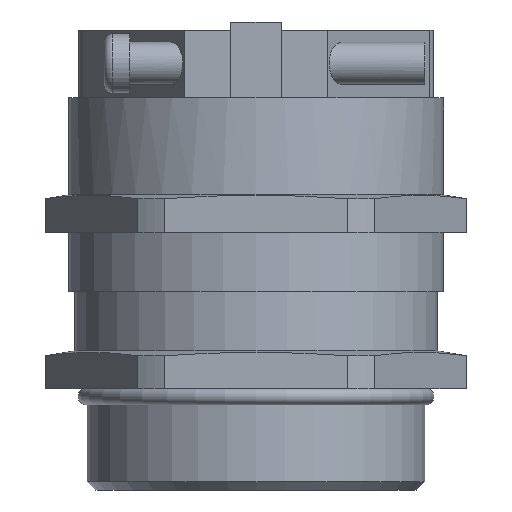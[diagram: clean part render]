
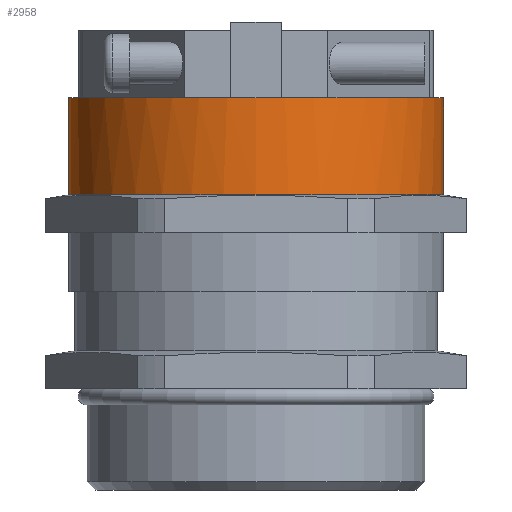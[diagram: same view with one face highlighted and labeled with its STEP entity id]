
A CAD part, front view. The second image highlights one B-rep face of the part: STEP entity #2958.
In plain terms, the highlighted cylindrical face has radius 22.25 mm (diameter 44.5 mm), a partial arc.
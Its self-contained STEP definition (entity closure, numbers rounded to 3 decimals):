
#25 = EDGE_CURVE ( 'NONE', #1222, #1256, #1507, .T. ) ;
#26 = EDGE_CURVE ( 'NONE', #1256, #1220, #1508, .T. ) ;
#164 = CARTESIAN_POINT ( 'NONE',  ( 9.984, -19.884, 46.5 ) ) ;
#166 = CARTESIAN_POINT ( 'NONE',  ( -9.984, -19.884, 46.5 ) ) ;
#200 = CARTESIAN_POINT ( 'NONE',  ( 0., -22.25, 46.5 ) ) ;
#282 = CARTESIAN_POINT ( 'NONE',  ( -22.25, 0., 35. ) ) ;
#335 = CARTESIAN_POINT ( 'NONE',  ( -22.25, 0., 46.5 ) ) ;
#350 = CARTESIAN_POINT ( 'NONE',  ( 22.25, 0., 35. ) ) ;
#726 = CIRCLE ( 'NONE', #1827, 22.25 ) ;
#748 = CIRCLE ( 'NONE', #1184, 22.25 ) ;
#764 = AXIS2_PLACEMENT_3D ( 'NONE', #3146, #3145, #3144 ) ;
#794 = AXIS2_PLACEMENT_3D ( 'NONE', #3149, #3148, #3147 ) ;
#821 = VECTOR ( 'NONE', #4333, 1000. ) ;
#1184 = AXIS2_PLACEMENT_3D ( 'NONE', #1708, #1712, #1713 ) ;
#1220 = VERTEX_POINT ( 'NONE', #164 ) ;
#1222 = VERTEX_POINT ( 'NONE', #166 ) ;
#1256 = VERTEX_POINT ( 'NONE', #200 ) ;
#1338 = VERTEX_POINT ( 'NONE', #282 ) ;
#1391 = VERTEX_POINT ( 'NONE', #335 ) ;
#1406 = VERTEX_POINT ( 'NONE', #350 ) ;
#1407 = VERTEX_POINT ( 'NONE', #3418 ) ;
#1507 = CIRCLE ( 'NONE', #794, 22.25 ) ;
#1508 = CIRCLE ( 'NONE', #764, 22.25 ) ;
#1535 = CIRCLE ( 'NONE', #1931, 22.25 ) ;
#1572 = VECTOR ( 'NONE', #4254, 1000. ) ;
#1708 = CARTESIAN_POINT ( 'NONE',  ( 0., 0., 46.5 ) ) ;
#1712 = DIRECTION ( 'NONE',  ( 0., 0., 1. ) ) ;
#1713 = DIRECTION ( 'NONE',  ( 1., 0., 0. ) ) ;
#1827 = AXIS2_PLACEMENT_3D ( 'NONE', #2458, #2468, #2469 ) ;
#1931 = AXIS2_PLACEMENT_3D ( 'NONE', #3480, #3481, #3482 ) ;
#1988 = FACE_OUTER_BOUND ( 'NONE', #4067, .T. ) ;
#1991 = AXIS2_PLACEMENT_3D ( 'NONE', #2600, #2601, #2602 ) ;
#1992 = CYLINDRICAL_SURFACE ( 'NONE', #1991, 22.25 ) ;
#2085 = EDGE_CURVE ( 'NONE', #1338, #1406, #1535, .T. ) ;
#2255 = EDGE_CURVE ( 'NONE', #1391, #1338, #4250, .T. ) ;
#2268 = EDGE_CURVE ( 'NONE', #1407, #1406, #4329, .T. ) ;
#2458 = CARTESIAN_POINT ( 'NONE',  ( 0., 0., 46.5 ) ) ;
#2468 = DIRECTION ( 'NONE',  ( 0., 0., 1. ) ) ;
#2469 = DIRECTION ( 'NONE',  ( 1., 0., 0. ) ) ;
#2600 = CARTESIAN_POINT ( 'NONE',  ( 0., 0., 46.5 ) ) ;
#2601 = DIRECTION ( 'NONE',  ( 0., 0., -1. ) ) ;
#2602 = DIRECTION ( 'NONE',  ( -1., 0., 0. ) ) ;
#2914 = EDGE_CURVE ( 'NONE', #1220, #1407, #726, .T. ) ;
#2958 = ADVANCED_FACE ( 'NONE', ( #1988 ), #1992, .T. ) ;
#3129 = EDGE_CURVE ( 'NONE', #1391, #1222, #748, .T. ) ;
#3144 = DIRECTION ( 'NONE',  ( 1., 0., 0. ) ) ;
#3145 = DIRECTION ( 'NONE',  ( 0., 0., 1. ) ) ;
#3146 = CARTESIAN_POINT ( 'NONE',  ( 0., 0., 46.5 ) ) ;
#3147 = DIRECTION ( 'NONE',  ( 1., 0., 0. ) ) ;
#3148 = DIRECTION ( 'NONE',  ( 0., 0., 1. ) ) ;
#3149 = CARTESIAN_POINT ( 'NONE',  ( 0., 0., 46.5 ) ) ;
#3394 = ORIENTED_EDGE ( 'NONE', *, *, #2268, .F. ) ;
#3395 = ORIENTED_EDGE ( 'NONE', *, *, #2914, .F. ) ;
#3396 = ORIENTED_EDGE ( 'NONE', *, *, #26, .F. ) ;
#3397 = ORIENTED_EDGE ( 'NONE', *, *, #3129, .F. ) ;
#3398 = ORIENTED_EDGE ( 'NONE', *, *, #25, .F. ) ;
#3399 = ORIENTED_EDGE ( 'NONE', *, *, #2085, .T. ) ;
#3400 = ORIENTED_EDGE ( 'NONE', *, *, #2255, .T. ) ;
#3418 = CARTESIAN_POINT ( 'NONE',  ( 22.25, 0., 46.5 ) ) ;
#3480 = CARTESIAN_POINT ( 'NONE',  ( 0., 0., 35. ) ) ;
#3481 = DIRECTION ( 'NONE',  ( 0., 0., 1. ) ) ;
#3482 = DIRECTION ( 'NONE',  ( -1., 0., 0. ) ) ;
#4067 = EDGE_LOOP ( 'NONE', ( #3394, #3395, #3396, #3398, #3397, #3400, #3399 ) ) ;
#4250 = LINE ( 'NONE', #4252, #1572 ) ;
#4252 = CARTESIAN_POINT ( 'NONE',  ( -22.25, 0., 46.5 ) ) ;
#4254 = DIRECTION ( 'NONE',  ( 0., 0., -1. ) ) ;
#4329 = LINE ( 'NONE', #4331, #821 ) ;
#4331 = CARTESIAN_POINT ( 'NONE',  ( 22.25, 0., 46.5 ) ) ;
#4333 = DIRECTION ( 'NONE',  ( 0., 0., -1. ) ) ;
